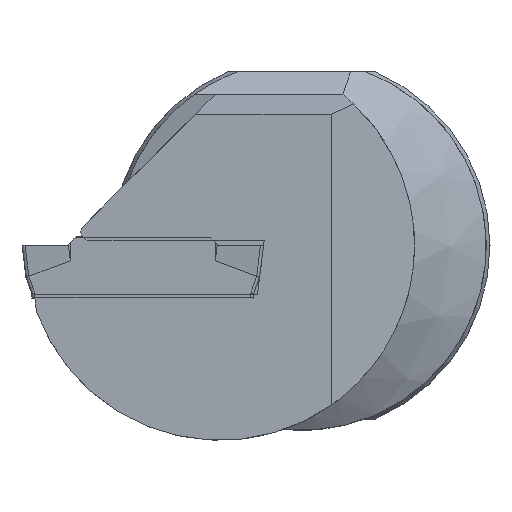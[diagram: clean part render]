
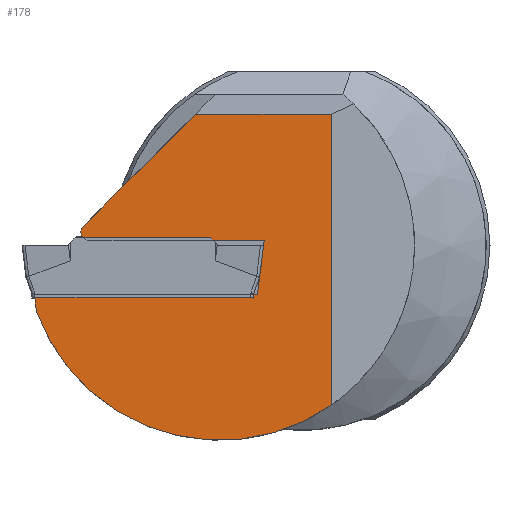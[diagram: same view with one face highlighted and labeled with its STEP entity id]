
A CAD part, left-side view. The second image highlights one B-rep face of the part: STEP entity #178.
In plain terms, the highlighted planar face has unit normal (-1, 0, 0).
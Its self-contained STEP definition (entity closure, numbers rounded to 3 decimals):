
#47=CIRCLE('',#1325,12.9);
#48=CIRCLE('',#1326,0.6);
#178=ADVANCED_FACE('',(#288),#228,.T.);
#228=PLANE('',#1327);
#288=FACE_OUTER_BOUND('',#355,.T.);
#355=EDGE_LOOP('',(#612,#613,#614,#615,#616,#617,#618,#619,#620));
#612=ORIENTED_EDGE('',*,*,#966,.T.);
#613=ORIENTED_EDGE('',*,*,#967,.T.);
#614=ORIENTED_EDGE('',*,*,#968,.F.);
#615=ORIENTED_EDGE('',*,*,#969,.F.);
#616=ORIENTED_EDGE('',*,*,#970,.F.);
#617=ORIENTED_EDGE('',*,*,#971,.T.);
#618=ORIENTED_EDGE('',*,*,#972,.F.);
#619=ORIENTED_EDGE('',*,*,#973,.T.);
#620=ORIENTED_EDGE('',*,*,#974,.T.);
#814=VERTEX_POINT('',#2023);
#815=VERTEX_POINT('',#2024);
#816=VERTEX_POINT('',#2026);
#817=VERTEX_POINT('',#2028);
#818=VERTEX_POINT('',#2030);
#819=VERTEX_POINT('',#2032);
#820=VERTEX_POINT('',#2034);
#821=VERTEX_POINT('',#2036);
#822=VERTEX_POINT('',#2038);
#966=EDGE_CURVE('',#814,#815,#1104,.T.);
#967=EDGE_CURVE('',#815,#816,#1105,.T.);
#968=EDGE_CURVE('',#817,#816,#1106,.T.);
#969=EDGE_CURVE('',#818,#817,#47,.T.);
#970=EDGE_CURVE('',#819,#818,#1107,.T.);
#971=EDGE_CURVE('',#819,#820,#1108,.T.);
#972=EDGE_CURVE('',#821,#820,#1109,.T.);
#973=EDGE_CURVE('',#821,#822,#48,.T.);
#974=EDGE_CURVE('',#822,#814,#1110,.T.);
#1104=LINE('',#2022,#1224);
#1105=LINE('',#2025,#1225);
#1106=LINE('',#2027,#1226);
#1107=LINE('',#2031,#1227);
#1108=LINE('',#2033,#1228);
#1109=LINE('',#2035,#1229);
#1110=LINE('',#2039,#1230);
#1224=VECTOR('',#1594,1.);
#1225=VECTOR('',#1595,1.);
#1226=VECTOR('',#1596,1.);
#1227=VECTOR('',#1599,1.);
#1228=VECTOR('',#1600,1.);
#1229=VECTOR('',#1601,1.);
#1230=VECTOR('',#1604,1.);
#1325=AXIS2_PLACEMENT_3D('',#2029,#1597,#1598);
#1326=AXIS2_PLACEMENT_3D('',#2037,#1602,#1603);
#1327=AXIS2_PLACEMENT_3D('',#2040,#1605,#1606);
#1594=DIRECTION('',(0.,0.122,-0.993));
#1595=DIRECTION('',(0.,1.,0.));
#1596=DIRECTION('',(0.,0.122,0.993));
#1597=DIRECTION('',(1.,0.,0.));
#1598=DIRECTION('',(0.,0.,1.));
#1599=DIRECTION('',(0.,0.,-1.));
#1600=DIRECTION('',(0.,1.,0.));
#1601=DIRECTION('',(0.,-0.707,0.707));
#1602=DIRECTION('',(-1.,0.,0.));
#1603=DIRECTION('',(0.,0.,1.));
#1604=DIRECTION('',(0.,-1.,0.));
#1605=DIRECTION('',(-1.,0.,0.));
#1606=DIRECTION('',(0.,0.,1.));
#2022=CARTESIAN_POINT('',(0.2,2.463,0.302));
#2023=CARTESIAN_POINT('',(0.2,2.46,0.325));
#2024=CARTESIAN_POINT('',(0.2,2.902,-3.275));
#2025=CARTESIAN_POINT('',(0.2,0.,-3.275));
#2026=CARTESIAN_POINT('',(0.2,17.677,-3.275));
#2027=CARTESIAN_POINT('',(0.2,17.811,-2.187));
#2028=CARTESIAN_POINT('',(0.2,17.546,-4.346));
#2029=CARTESIAN_POINT('',(0.2,5.4,0.));
#2030=CARTESIAN_POINT('',(0.2,-2.,-10.566));
#2031=CARTESIAN_POINT('',(0.2,-2.,271.917));
#2032=CARTESIAN_POINT('',(0.2,-2.,8.694));
#2033=CARTESIAN_POINT('',(0.2,0.,8.694));
#2034=CARTESIAN_POINT('',(0.2,7.006,8.694));
#2035=CARTESIAN_POINT('',(0.2,7.85,7.85));
#2036=CARTESIAN_POINT('',(0.2,14.556,1.144));
#2037=CARTESIAN_POINT('',(0.2,13.997,0.925));
#2038=CARTESIAN_POINT('',(0.2,13.997,0.325));
#2039=CARTESIAN_POINT('',(0.2,0.,0.325));
#2040=CARTESIAN_POINT('',(0.2,0.,0.));
